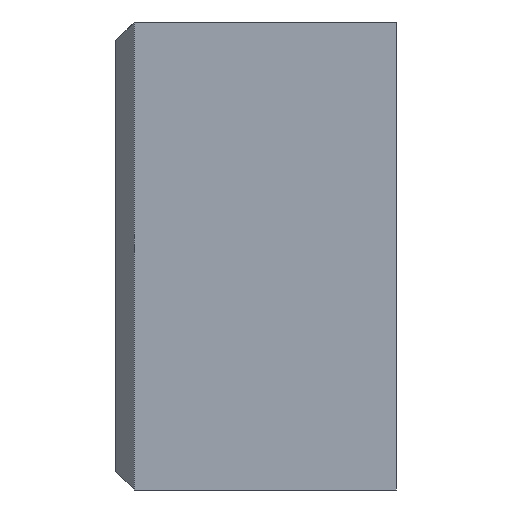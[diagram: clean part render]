
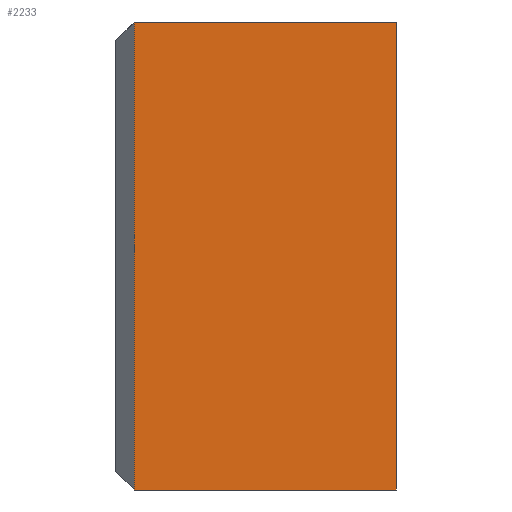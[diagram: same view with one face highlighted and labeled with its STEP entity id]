
A CAD part, left-side view. The second image highlights one B-rep face of the part: STEP entity #2233.
In plain terms, the highlighted planar face has unit normal (-1, 0, 0).
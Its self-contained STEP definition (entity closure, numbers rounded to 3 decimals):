
#64=PLANE('',#2386);
#152=FACE_OUTER_BOUND('',#281,.T.);
#281=EDGE_LOOP('',(#1646,#1647,#1648,#1649));
#600=LINE('',#5548,#773);
#602=LINE('',#5552,#775);
#603=LINE('',#5554,#776);
#604=LINE('',#5555,#777);
#773=VECTOR('',#2710,10.);
#775=VECTOR('',#2714,10.);
#776=VECTOR('',#2715,10.);
#777=VECTOR('',#2716,10.);
#989=VERTEX_POINT('',#5532);
#993=VERTEX_POINT('',#5544);
#994=VERTEX_POINT('',#5551);
#995=VERTEX_POINT('',#5553);
#1257=EDGE_CURVE('',#989,#993,#600,.T.);
#1259=EDGE_CURVE('',#994,#989,#602,.T.);
#1260=EDGE_CURVE('',#995,#994,#603,.T.);
#1261=EDGE_CURVE('',#995,#993,#604,.T.);
#1646=ORIENTED_EDGE('',*,*,#1257,.F.);
#1647=ORIENTED_EDGE('',*,*,#1259,.F.);
#1648=ORIENTED_EDGE('',*,*,#1260,.F.);
#1649=ORIENTED_EDGE('',*,*,#1261,.T.);
#2233=ADVANCED_FACE('',(#152),#64,.T.);
#2386=AXIS2_PLACEMENT_3D('',#5550,#2712,#2713);
#2710=DIRECTION('',(0.,0.,1.));
#2712=DIRECTION('center_axis',(-1.,0.,0.));
#2713=DIRECTION('ref_axis',(0.,0.,1.));
#2714=DIRECTION('',(0.,1.,0.));
#2715=DIRECTION('',(0.,0.,-1.));
#2716=DIRECTION('',(0.,1.,0.));
#5532=CARTESIAN_POINT('',(0.,28.,0.));
#5544=CARTESIAN_POINT('',(0.,28.,50.));
#5548=CARTESIAN_POINT('',(0.,28.,12.5));
#5550=CARTESIAN_POINT('Origin',(0.,0.,0.));
#5551=CARTESIAN_POINT('',(0.,0.,0.));
#5552=CARTESIAN_POINT('',(0.,0.,0.));
#5553=CARTESIAN_POINT('',(0.,0.,50.));
#5554=CARTESIAN_POINT('',(0.,0.,50.));
#5555=CARTESIAN_POINT('',(0.,0.,50.));
